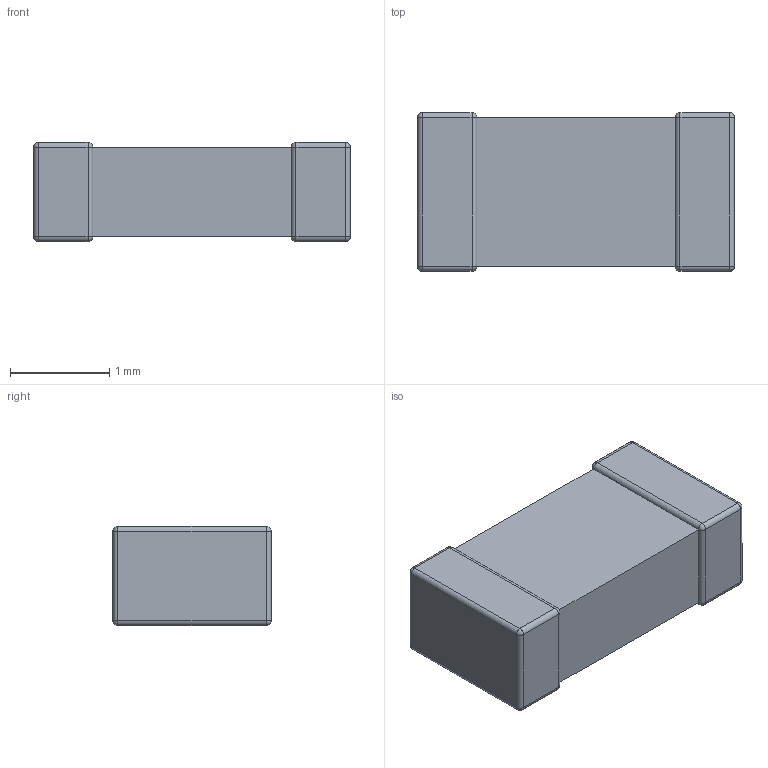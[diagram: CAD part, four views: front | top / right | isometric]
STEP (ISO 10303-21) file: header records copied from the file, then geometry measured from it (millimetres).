
FILE_DESCRIPTION(('FreeCAD Model'),'2;1');
FILE_NAME( 'CAP_3216.step', '2015-03-18T20:22:12',('Author'),(''), 'Open CASCADE STEP processor 6.7','FreeCAD','Unknown');
FILE_SCHEMA(('AUTOMOTIVE_DESIGN_CC2 { 1 2 10303 214 -1 1 5 4 }'));
Length unit declared in the file: millimetre
Products named in the file (2): Endcaps; Base
Bounding box: 3.2 x 1.6 x 1 mm (x, y, z)
Volume: 4.6 mm3; surface area: 34.9 mm2
Topology: 3 solids, 3 shells, 66 faces, 140 edges, 64 vertices
Faces by surface type: plane 26, cylinder 24, sphere 16
Entity records: 3183 total; most frequent: CARTESIAN_POINT 567, DIRECTION 490, LINE 260, VECTOR 260, ORIENTED_EDGE 248, PCURVE 248, DEFINITIONAL_REPRESENTATION 248, EDGE_CURVE 124
